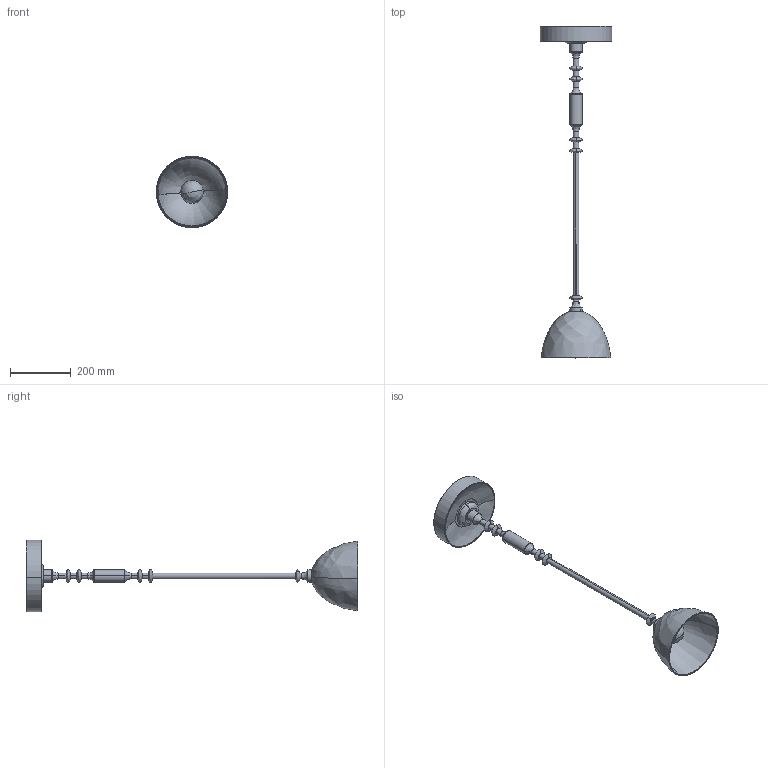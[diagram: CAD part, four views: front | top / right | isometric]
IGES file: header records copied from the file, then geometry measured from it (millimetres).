
Start section: SolidWorks IGES file using analytic representation for surfaces
Global section: file name: 176HDELPS1 - Del Playa Stemmed Single Pendant.IGS; native system: SolidWorks 2022; preprocessor: SolidWorks 2022; author: Alex Harrington; date: 240201.170556; units: millimetre
Bounding box: 234.81 x 1094.06 x 234.7 mm (x, y, z)
Surface area: 434937 mm2 (no closed solid volume)
Topology: 0 solids, 0 shells, 108 faces, 1336 edges, 1335 vertices
Faces by surface type: bspline 64, revolution 44
